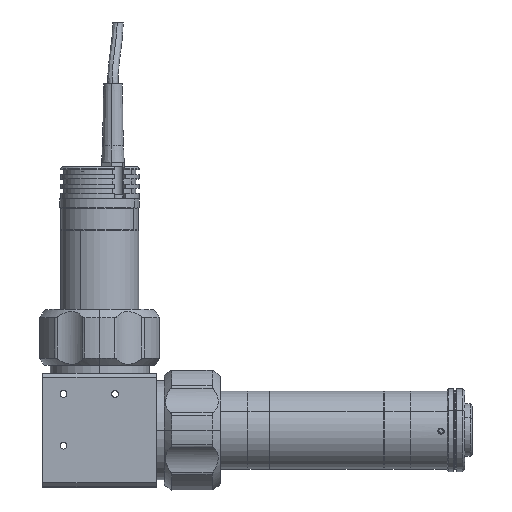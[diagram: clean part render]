
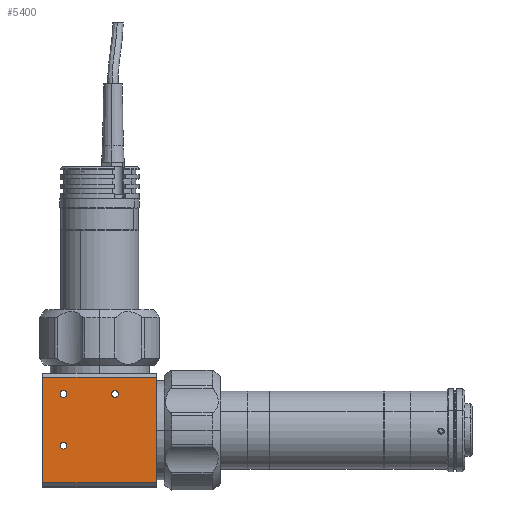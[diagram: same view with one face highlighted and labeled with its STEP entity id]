
A CAD part, top view. The second image highlights one B-rep face of the part: STEP entity #5400.
In plain terms, the highlighted planar face has unit normal (0, 0, 1).
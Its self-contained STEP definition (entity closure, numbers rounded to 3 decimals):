
#359 = VECTOR ( 'NONE', #13601, 1000. ) ;
#412 = CIRCLE ( 'NONE', #2277, 1.65 ) ;
#650 = EDGE_CURVE ( 'NONE', #6621, #4610, #4504, .T. ) ;
#1143 = VERTEX_POINT ( 'NONE', #8489 ) ;
#1645 = DIRECTION ( 'NONE',  ( 0., 0., 1. ) ) ;
#1666 = LINE ( 'NONE', #5065, #359 ) ;
#1668 = FACE_BOUND ( 'NONE', #11284, .T. ) ;
#1670 = ORIENTED_EDGE ( 'NONE', *, *, #4944, .F. ) ;
#1793 = DIRECTION ( 'NONE',  ( 0., -1., 0. ) ) ;
#1802 = CIRCLE ( 'NONE', #9875, 1.65 ) ;
#2195 = ORIENTED_EDGE ( 'NONE', *, *, #13207, .T. ) ;
#2277 = AXIS2_PLACEMENT_3D ( 'NONE', #4385, #2421, #10002 ) ;
#2298 = ORIENTED_EDGE ( 'NONE', *, *, #7867, .F. ) ;
#2421 = DIRECTION ( 'NONE',  ( 0., 0., 1. ) ) ;
#2662 = CARTESIAN_POINT ( 'NONE',  ( 7.5, 17.5, 32. ) ) ;
#2683 = DIRECTION ( 'NONE',  ( 0., 0., 1. ) ) ;
#2970 = EDGE_LOOP ( 'NONE', ( #2195, #5366, #3509, #9621 ) ) ;
#3096 = VERTEX_POINT ( 'NONE', #10788 ) ;
#3222 = VERTEX_POINT ( 'NONE', #11002 ) ;
#3509 = ORIENTED_EDGE ( 'NONE', *, *, #8134, .T. ) ;
#3513 = LINE ( 'NONE', #5008, #6626 ) ;
#3766 = CARTESIAN_POINT ( 'NONE',  ( 0., 0., 32. ) ) ;
#3913 = CARTESIAN_POINT ( 'NONE',  ( -17.5, 17.5, 32. ) ) ;
#3945 = VERTEX_POINT ( 'NONE', #7608 ) ;
#4176 = CARTESIAN_POINT ( 'NONE',  ( 27.5, -25.5, 32. ) ) ;
#4301 = CARTESIAN_POINT ( 'NONE',  ( 9.15, 17.5, 32. ) ) ;
#4385 = CARTESIAN_POINT ( 'NONE',  ( -17.5, -7.5, 32. ) ) ;
#4504 = CIRCLE ( 'NONE', #8196, 1.65 ) ;
#4610 = VERTEX_POINT ( 'NONE', #4301 ) ;
#4881 = VERTEX_POINT ( 'NONE', #7184 ) ;
#4937 = DIRECTION ( 'NONE',  ( 0., 0., 1. ) ) ;
#4944 = EDGE_CURVE ( 'NONE', #4610, #6621, #7703, .T. ) ;
#5008 = CARTESIAN_POINT ( 'NONE',  ( 0., 25.5, 32. ) ) ;
#5065 = CARTESIAN_POINT ( 'NONE',  ( 0., -25.5, 32. ) ) ;
#5330 = DIRECTION ( 'NONE',  ( 0., 0., 1. ) ) ;
#5366 = ORIENTED_EDGE ( 'NONE', *, *, #9245, .T. ) ;
#5400 = ADVANCED_FACE ( 'NONE', ( #13665, #11504, #1668, #13810 ), #11633, .F. ) ;
#5954 = DIRECTION ( 'NONE',  ( 1., 0., 0. ) ) ;
#6196 = CARTESIAN_POINT ( 'NONE',  ( -27.5, -27.5, 32. ) ) ;
#6279 = DIRECTION ( 'NONE',  ( 1., 0., 0. ) ) ;
#6621 = VERTEX_POINT ( 'NONE', #11276 ) ;
#6626 = VECTOR ( 'NONE', #10566, 1000. ) ;
#6705 = ORIENTED_EDGE ( 'NONE', *, *, #12323, .F. ) ;
#7184 = CARTESIAN_POINT ( 'NONE',  ( -15.85, 17.5, 32. ) ) ;
#7233 = DIRECTION ( 'NONE',  ( -1., 0., 0. ) ) ;
#7377 = ORIENTED_EDGE ( 'NONE', *, *, #10824, .F. ) ;
#7483 = AXIS2_PLACEMENT_3D ( 'NONE', #3913, #2683, #6279 ) ;
#7494 = EDGE_LOOP ( 'NONE', ( #1670, #11488 ) ) ;
#7586 = EDGE_CURVE ( 'NONE', #3945, #4881, #11636, .T. ) ;
#7608 = CARTESIAN_POINT ( 'NONE',  ( -19.15, 17.5, 32. ) ) ;
#7703 = CIRCLE ( 'NONE', #13015, 1.65 ) ;
#7867 = EDGE_CURVE ( 'NONE', #1143, #7992, #7958, .T. ) ;
#7958 = CIRCLE ( 'NONE', #8427, 1.65 ) ;
#7992 = VERTEX_POINT ( 'NONE', #8149 ) ;
#8109 = VERTEX_POINT ( 'NONE', #4176 ) ;
#8134 = EDGE_CURVE ( 'NONE', #8109, #3222, #11761, .T. ) ;
#8149 = CARTESIAN_POINT ( 'NONE',  ( -19.15, -7.5, 32. ) ) ;
#8196 = AXIS2_PLACEMENT_3D ( 'NONE', #2662, #1645, #9373 ) ;
#8427 = AXIS2_PLACEMENT_3D ( 'NONE', #12273, #9095, #11334 ) ;
#8489 = CARTESIAN_POINT ( 'NONE',  ( -15.85, -7.5, 32. ) ) ;
#8537 = ORIENTED_EDGE ( 'NONE', *, *, #7586, .F. ) ;
#8649 = VECTOR ( 'NONE', #10669, 1000. ) ;
#8702 = VERTEX_POINT ( 'NONE', #9472 ) ;
#9095 = DIRECTION ( 'NONE',  ( 0., 0., 1. ) ) ;
#9180 = EDGE_LOOP ( 'NONE', ( #7377, #8537 ) ) ;
#9245 = EDGE_CURVE ( 'NONE', #8702, #8109, #1666, .T. ) ;
#9373 = DIRECTION ( 'NONE',  ( 1., 0., 0. ) ) ;
#9472 = CARTESIAN_POINT ( 'NONE',  ( -27.5, -25.5, 32. ) ) ;
#9621 = ORIENTED_EDGE ( 'NONE', *, *, #13571, .T. ) ;
#9875 = AXIS2_PLACEMENT_3D ( 'NONE', #14211, #5330, #11689 ) ;
#10002 = DIRECTION ( 'NONE',  ( 1., 0., 0. ) ) ;
#10413 = DIRECTION ( 'NONE',  ( 0., 0., -1. ) ) ;
#10566 = DIRECTION ( 'NONE',  ( -1., 0., 0. ) ) ;
#10669 = DIRECTION ( 'NONE',  ( 0., 1., 0. ) ) ;
#10744 = CARTESIAN_POINT ( 'NONE',  ( 27.5, -27.5, 32. ) ) ;
#10788 = CARTESIAN_POINT ( 'NONE',  ( -27.5, 25.5, 32. ) ) ;
#10824 = EDGE_CURVE ( 'NONE', #4881, #3945, #1802, .T. ) ;
#11002 = CARTESIAN_POINT ( 'NONE',  ( 27.5, 25.5, 32. ) ) ;
#11219 = VECTOR ( 'NONE', #1793, 1000. ) ;
#11276 = CARTESIAN_POINT ( 'NONE',  ( 5.85, 17.5, 32. ) ) ;
#11284 = EDGE_LOOP ( 'NONE', ( #2298, #6705 ) ) ;
#11334 = DIRECTION ( 'NONE',  ( 1., 0., 0. ) ) ;
#11448 = CARTESIAN_POINT ( 'NONE',  ( 7.5, 17.5, 32. ) ) ;
#11488 = ORIENTED_EDGE ( 'NONE', *, *, #650, .F. ) ;
#11504 = FACE_BOUND ( 'NONE', #7494, .T. ) ;
#11633 = PLANE ( 'NONE',  #13487 ) ;
#11636 = CIRCLE ( 'NONE', #7483, 1.65 ) ;
#11689 = DIRECTION ( 'NONE',  ( 1., 0., 0. ) ) ;
#11759 = LINE ( 'NONE', #6196, #11219 ) ;
#11761 = LINE ( 'NONE', #10744, #8649 ) ;
#12273 = CARTESIAN_POINT ( 'NONE',  ( -17.5, -7.5, 32. ) ) ;
#12323 = EDGE_CURVE ( 'NONE', #7992, #1143, #412, .T. ) ;
#13015 = AXIS2_PLACEMENT_3D ( 'NONE', #11448, #4937, #5954 ) ;
#13207 = EDGE_CURVE ( 'NONE', #3096, #8702, #11759, .T. ) ;
#13487 = AXIS2_PLACEMENT_3D ( 'NONE', #3766, #10413, #7233 ) ;
#13571 = EDGE_CURVE ( 'NONE', #3222, #3096, #3513, .T. ) ;
#13601 = DIRECTION ( 'NONE',  ( 1., 0., 0. ) ) ;
#13665 = FACE_BOUND ( 'NONE', #9180, .T. ) ;
#13810 = FACE_OUTER_BOUND ( 'NONE', #2970, .T. ) ;
#14211 = CARTESIAN_POINT ( 'NONE',  ( -17.5, 17.5, 32. ) ) ;
